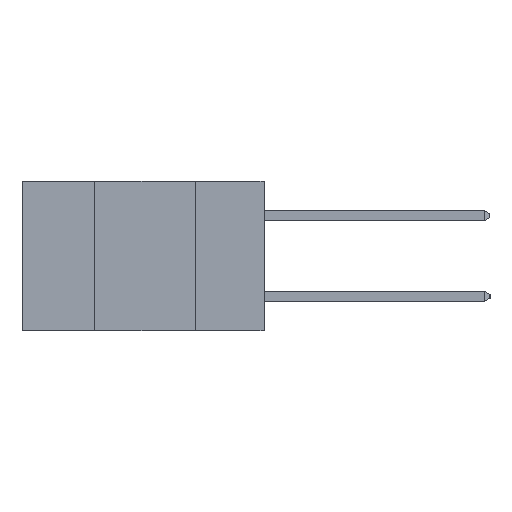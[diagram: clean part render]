
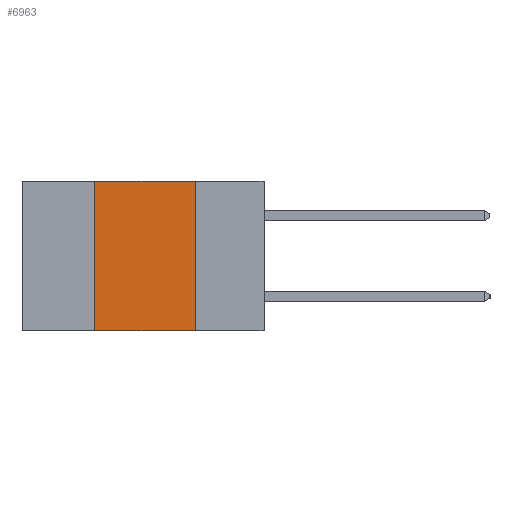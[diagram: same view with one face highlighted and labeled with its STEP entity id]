
A CAD part, left-side view. The second image highlights one B-rep face of the part: STEP entity #6963.
In plain terms, the highlighted planar face has unit normal (-1, 0, 0).
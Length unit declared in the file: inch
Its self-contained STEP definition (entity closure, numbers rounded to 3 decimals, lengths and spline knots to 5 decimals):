
#1423 = CARTESIAN_POINT ( 'NONE',  ( 0., 0.6, 0. ) ) ;
#1693 = VECTOR ( 'NONE', #6879, 39.37008 ) ;
#1747 = EDGE_LOOP ( 'NONE', ( #9417, #4903, #15707, #9282 ) ) ;
#2162 = EDGE_CURVE ( 'NONE', #3756, #15649, #9333, .T. ) ;
#3282 = DIRECTION ( 'NONE',  ( 0., -1., 0. ) ) ;
#3756 = VERTEX_POINT ( 'NONE', #11961 ) ;
#4784 = DIRECTION ( 'NONE',  ( 0., -1., 0. ) ) ;
#4903 = ORIENTED_EDGE ( 'NONE', *, *, #2162, .F. ) ;
#5431 = CARTESIAN_POINT ( 'NONE',  ( 0., 0.17, -0.37 ) ) ;
#5635 = CARTESIAN_POINT ( 'NONE',  ( 0., 0.42, -0.37 ) ) ;
#5654 = CARTESIAN_POINT ( 'NONE',  ( 0., 0.42, -0.37 ) ) ;
#6014 = EDGE_CURVE ( 'NONE', #15649, #7400, #10063, .T. ) ;
#6374 = EDGE_CURVE ( 'NONE', #7568, #7400, #10462, .T. ) ;
#6838 = VECTOR ( 'NONE', #3282, 39.37008 ) ;
#6879 = DIRECTION ( 'NONE',  ( 0., 0., -1. ) ) ;
#6963 = ADVANCED_FACE ( 'NONE', ( #12362 ), #16770, .F. ) ;
#7036 = DIRECTION ( 'NONE',  ( 0., 0., 1. ) ) ;
#7400 = VERTEX_POINT ( 'NONE', #10812 ) ;
#7568 = VERTEX_POINT ( 'NONE', #5654 ) ;
#8572 = DIRECTION ( 'NONE',  ( 1., 0., 0. ) ) ;
#9282 = ORIENTED_EDGE ( 'NONE', *, *, #6374, .T. ) ;
#9333 = LINE ( 'NONE', #10260, #15732 ) ;
#9417 = ORIENTED_EDGE ( 'NONE', *, *, #6014, .F. ) ;
#9682 = LINE ( 'NONE', #5635, #16549 ) ;
#10063 = LINE ( 'NONE', #5431, #1693 ) ;
#10260 = CARTESIAN_POINT ( 'NONE',  ( 0., 0.6, 0. ) ) ;
#10320 = AXIS2_PLACEMENT_3D ( 'NONE', #1423, #8572, #12250 ) ;
#10462 = LINE ( 'NONE', #12942, #6838 ) ;
#10621 = CARTESIAN_POINT ( 'NONE',  ( 0., 0.17, 0. ) ) ;
#10812 = CARTESIAN_POINT ( 'NONE',  ( 0., 0.17, -0.37 ) ) ;
#11961 = CARTESIAN_POINT ( 'NONE',  ( 0., 0.42, 0. ) ) ;
#12250 = DIRECTION ( 'NONE',  ( 0., 0., -1. ) ) ;
#12362 = FACE_OUTER_BOUND ( 'NONE', #1747, .T. ) ;
#12942 = CARTESIAN_POINT ( 'NONE',  ( 0., 0.6, -0.37 ) ) ;
#15649 = VERTEX_POINT ( 'NONE', #10621 ) ;
#15707 = ORIENTED_EDGE ( 'NONE', *, *, #16489, .F. ) ;
#15732 = VECTOR ( 'NONE', #4784, 39.37008 ) ;
#16489 = EDGE_CURVE ( 'NONE', #7568, #3756, #9682, .T. ) ;
#16549 = VECTOR ( 'NONE', #7036, 39.37008 ) ;
#16770 = PLANE ( 'NONE',  #10320 ) ;
